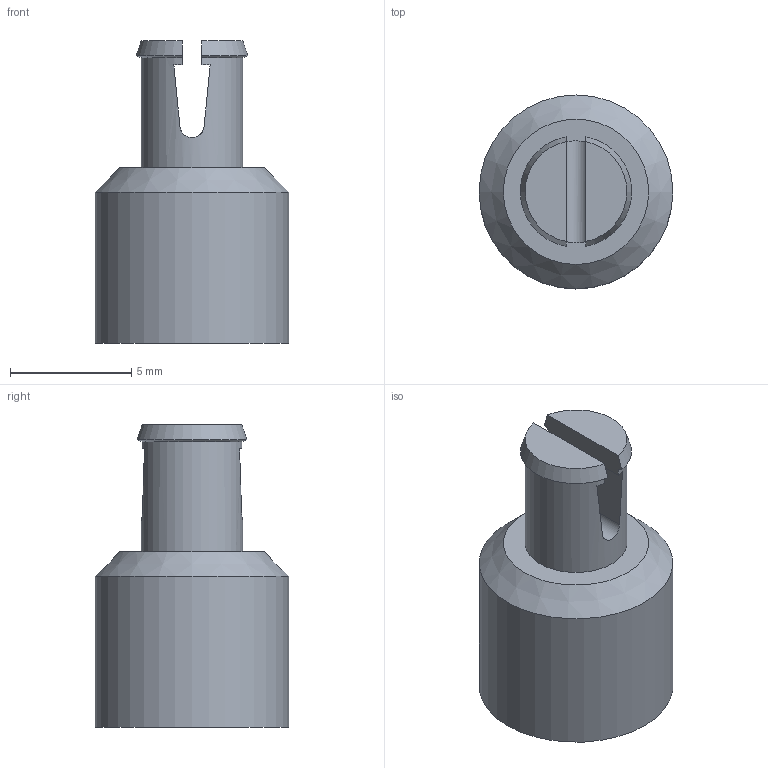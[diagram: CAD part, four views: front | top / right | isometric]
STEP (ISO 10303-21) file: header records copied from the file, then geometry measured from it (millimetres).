
FILE_DESCRIPTION((''),'2;1');
FILE_NAME('228-2500-125 Rev3.stp','2014-01-15T17:16:29',('jessica_knerr'),(''),'Autodesk Inventor 2013','Autodesk Inventor 2013','');
FILE_SCHEMA(('AUTOMOTIVE_DESIGN { 1 0 10303 214 1 1 1 1 }'));
Length unit declared in the file: millimetre
Products named in the file (1): 228-2500-125 Rev3
Bounding box: 8 x 8 x 12.49 mm (x, y, z)
Volume: 352.1 mm3; surface area: 433.9 mm2
Topology: 1 solids, 1 shells, 23 faces, 56 edges, 37 vertices
Faces by surface type: plane 15, cone 5, cylinder 3
Full cylindrical faces by diameter (mm): 4.2 x1, 8 x1
Entity records: 726 total; most frequent: CARTESIAN_POINT 162, DIRECTION 108, ORIENTED_EDGE 104, EDGE_CURVE 52, AXIS2_PLACEMENT_3D 42, VERTEX_POINT 36, EDGE_LOOP 28, VECTOR 24
